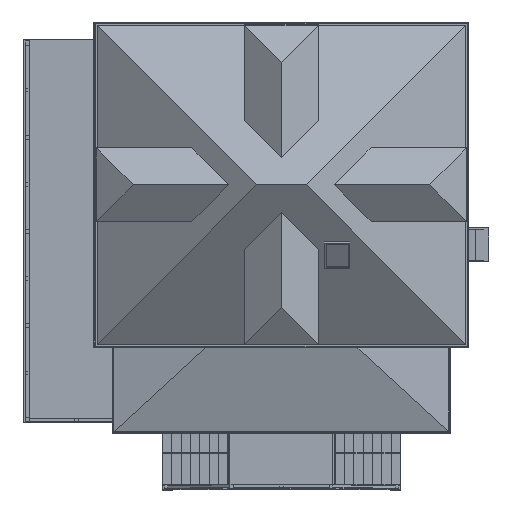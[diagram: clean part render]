
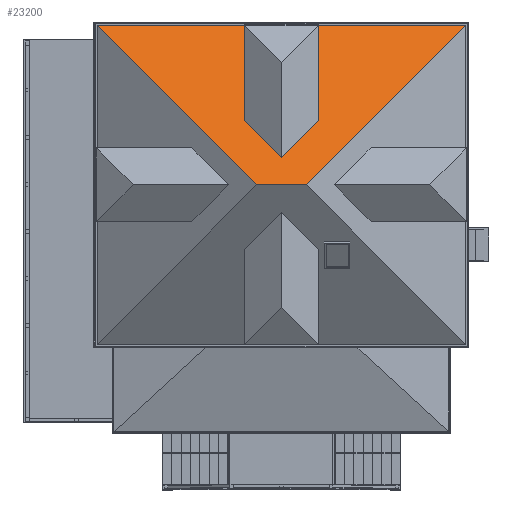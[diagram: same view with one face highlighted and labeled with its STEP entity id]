
A CAD part, top view. The second image highlights one B-rep face of the part: STEP entity #23200.
In plain terms, the highlighted planar face has unit normal (0, 0.568, 0.823).
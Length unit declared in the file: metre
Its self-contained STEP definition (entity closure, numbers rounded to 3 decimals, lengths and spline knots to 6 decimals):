
#1287=ORIENTED_EDGE('',*,*,#7922,.T.);
#1288=ORIENTED_EDGE('',*,*,#7909,.T.);
#1289=ORIENTED_EDGE('',*,*,#7923,.T.);
#1290=ORIENTED_EDGE('',*,*,#7924,.F.);
#1291=ORIENTED_EDGE('',*,*,#7925,.F.);
#1292=ORIENTED_EDGE('',*,*,#7926,.F.);
#1293=ORIENTED_EDGE('',*,*,#7927,.F.);
#1294=ORIENTED_EDGE('',*,*,#7928,.T.);
#1295=ORIENTED_EDGE('',*,*,#7929,.T.);
#1296=ORIENTED_EDGE('',*,*,#7930,.T.);
#1297=ORIENTED_EDGE('',*,*,#7840,.T.);
#1298=ORIENTED_EDGE('',*,*,#7931,.F.);
#1299=ORIENTED_EDGE('',*,*,#7932,.F.);
#1300=ORIENTED_EDGE('',*,*,#7933,.F.);
#1301=ORIENTED_EDGE('',*,*,#7832,.F.);
#1302=ORIENTED_EDGE('',*,*,#7934,.T.);
#1303=ORIENTED_EDGE('',*,*,#7844,.T.);
#1304=ORIENTED_EDGE('',*,*,#7935,.F.);
#1305=ORIENTED_EDGE('',*,*,#7936,.T.);
#7832=EDGE_CURVE('',#11080,#11081,#13443,.T.);
#7840=EDGE_CURVE('',#11087,#11086,#13451,.T.);
#7844=EDGE_CURVE('',#11091,#11090,#13455,.T.);
#7909=EDGE_CURVE('',#11148,#11151,#13520,.T.);
#7922=EDGE_CURVE('',#11161,#11148,#13533,.T.);
#7923=EDGE_CURVE('',#11151,#11162,#13534,.T.);
#7924=EDGE_CURVE('',#11161,#11162,#13535,.T.);
#7925=EDGE_CURVE('',#11163,#11164,#13536,.T.);
#7926=EDGE_CURVE('',#11165,#11163,#13537,.T.);
#7927=EDGE_CURVE('',#11166,#11165,#13538,.T.);
#7928=EDGE_CURVE('',#11166,#11167,#13539,.T.);
#7929=EDGE_CURVE('',#11167,#11168,#13540,.T.);
#7930=EDGE_CURVE('',#11168,#11087,#13541,.T.);
#7931=EDGE_CURVE('',#11169,#11086,#13542,.T.);
#7932=EDGE_CURVE('',#11170,#11169,#13543,.T.);
#7933=EDGE_CURVE('',#11081,#11170,#13544,.T.);
#7934=EDGE_CURVE('',#11080,#11091,#13545,.T.);
#7935=EDGE_CURVE('',#11171,#11090,#13546,.T.);
#7936=EDGE_CURVE('',#11171,#11164,#13547,.T.);
#11080=VERTEX_POINT('',#33102);
#11081=VERTEX_POINT('',#33103);
#11086=VERTEX_POINT('',#33116);
#11087=VERTEX_POINT('',#33118);
#11090=VERTEX_POINT('',#33124);
#11091=VERTEX_POINT('',#33126);
#11148=VERTEX_POINT('',#33253);
#11151=VERTEX_POINT('',#33258);
#11161=VERTEX_POINT('',#33283);
#11162=VERTEX_POINT('',#33285);
#11163=VERTEX_POINT('',#33288);
#11164=VERTEX_POINT('',#33289);
#11165=VERTEX_POINT('',#33291);
#11166=VERTEX_POINT('',#33293);
#11167=VERTEX_POINT('',#33295);
#11168=VERTEX_POINT('',#33297);
#11169=VERTEX_POINT('',#33300);
#11170=VERTEX_POINT('',#33302);
#11171=VERTEX_POINT('',#33306);
#13443=LINE('',#33101,#16860);
#13451=LINE('',#33117,#16868);
#13455=LINE('',#33125,#16872);
#13520=LINE('',#33259,#16937);
#13533=LINE('',#33282,#16950);
#13534=LINE('',#33284,#16951);
#13535=LINE('',#33286,#16952);
#13536=LINE('',#33287,#16953);
#13537=LINE('',#33290,#16954);
#13538=LINE('',#33292,#16955);
#13539=LINE('',#33294,#16956);
#13540=LINE('',#33296,#16957);
#13541=LINE('',#33298,#16958);
#13542=LINE('',#33299,#16959);
#13543=LINE('',#33301,#16960);
#13544=LINE('',#33303,#16961);
#13545=LINE('',#33304,#16962);
#13546=LINE('',#33305,#16963);
#13547=LINE('',#33307,#16964);
#16860=VECTOR('',#26657,1.);
#16868=VECTOR('',#26667,1.);
#16872=VECTOR('',#26671,1.);
#16937=VECTOR('',#26752,1.);
#16950=VECTOR('',#26767,1.);
#16951=VECTOR('',#26768,1.);
#16952=VECTOR('',#26769,1.);
#16953=VECTOR('',#26770,1.);
#16954=VECTOR('',#26771,1.);
#16955=VECTOR('',#26772,1.);
#16956=VECTOR('',#26773,1.);
#16957=VECTOR('',#26774,1.);
#16958=VECTOR('',#26775,1.);
#16959=VECTOR('',#26776,1.);
#16960=VECTOR('',#26777,1.);
#16961=VECTOR('',#26778,1.);
#16962=VECTOR('',#26779,1.);
#16963=VECTOR('',#26780,1.);
#16964=VECTOR('',#26781,1.);
#19481=EDGE_LOOP('',(#1287,#1288,#1289,#1290));
#19482=EDGE_LOOP('',(#1291,#1292,#1293,#1294,#1295,#1296,#1297,#1298,#1299,
#1300,#1301,#1302,#1303,#1304,#1305));
#20780=FACE_BOUND('',#19481,.T.);
#20781=FACE_BOUND('',#19482,.T.);
#22029=PLANE('',#24396);
#23200=ADVANCED_FACE('',(#20780,#20781),#22029,.T.);
#24396=AXIS2_PLACEMENT_3D('',#33281,#26765,#26766);
#26657=DIRECTION('',(-1.,0.,0.));
#26667=DIRECTION('',(1.,0.,0.));
#26671=DIRECTION('',(1.,0.,0.));
#26752=DIRECTION('',(1.,0.,0.));
#26765=DIRECTION('',(0.,0.568,0.823));
#26766=DIRECTION('',(0.,-0.823,0.568));
#26767=DIRECTION('',(0.633,-0.637,0.44));
#26768=DIRECTION('',(0.633,0.637,-0.44));
#26769=DIRECTION('',(1.,0.,0.));
#26770=DIRECTION('',(0.,0.823,-0.568));
#26771=DIRECTION('',(0.633,0.637,-0.44));
#26772=DIRECTION('',(0.633,-0.637,0.44));
#26773=DIRECTION('',(0.,0.823,-0.568));
#26774=DIRECTION('',(1.,0.,0.));
#26775=DIRECTION('',(0.,0.823,-0.568));
#26776=DIRECTION('',(0.,-0.823,0.568));
#26777=DIRECTION('',(-1.,0.,0.));
#26778=DIRECTION('',(-1.,0.,0.));
#26779=DIRECTION('',(0.,-0.823,0.568));
#26780=DIRECTION('',(0.,0.823,-0.568));
#26781=DIRECTION('',(1.,0.,0.));
#33101=CARTESIAN_POINT('',(6.0198,8.7884,3.366293));
#33102=CARTESIAN_POINT('',(6.0198,8.7884,3.366293));
#33103=CARTESIAN_POINT('',(5.8928,8.7884,3.366293));
#33116=CARTESIAN_POINT('',(4.2418,6.581531,4.890293));
#33117=CARTESIAN_POINT('',(-5.541921,6.581531,4.890293));
#33118=CARTESIAN_POINT('',(4.2164,6.581531,4.890293));
#33124=CARTESIAN_POINT('',(6.0452,6.581531,4.890293));
#33125=CARTESIAN_POINT('',(-5.541921,6.581531,4.890293));
#33126=CARTESIAN_POINT('',(6.0198,6.581531,4.890293));
#33253=CARTESIAN_POINT('',(4.3688,4.3942,6.4008));
#33258=CARTESIAN_POINT('',(5.8928,4.3942,6.4008));
#33259=CARTESIAN_POINT('',(-5.541921,4.3942,6.4008));
#33281=CARTESIAN_POINT('',(-5.541921,6.784975,4.7498));
#33282=CARTESIAN_POINT('',(-1.542076,10.336643,2.297121));
#33283=CARTESIAN_POINT('',(-0.38735,9.17575,3.0988));
#33284=CARTESIAN_POINT('',(11.382954,9.913674,2.589211));
#33285=CARTESIAN_POINT('',(10.64895,9.17575,3.0988));
#33286=CARTESIAN_POINT('',(2.921,9.17575,3.0988));
#33287=CARTESIAN_POINT('',(6.2357,6.784975,4.7498));
#33288=CARTESIAN_POINT('',(6.2357,6.324063,5.068093));
#33289=CARTESIAN_POINT('',(6.2357,6.397625,5.017293));
#33290=CARTESIAN_POINT('',(-198.272673,-199.276477,147.049873));
#33291=CARTESIAN_POINT('',(5.1308,5.213262,5.835179));
#33292=CARTESIAN_POINT('',(208.588644,-199.331139,147.087621));
#33293=CARTESIAN_POINT('',(4.0259,6.324063,5.068093));
#33294=CARTESIAN_POINT('',(4.0259,6.784975,4.7498));
#33295=CARTESIAN_POINT('',(4.0259,6.397625,5.017293));
#33296=CARTESIAN_POINT('',(-5.541921,6.397625,5.017293));
#33297=CARTESIAN_POINT('',(4.2164,6.397625,5.017293));
#33298=CARTESIAN_POINT('',(4.2164,6.784975,4.7498));
#33299=CARTESIAN_POINT('',(4.2418,7.462575,4.281869));
#33300=CARTESIAN_POINT('',(4.2418,8.7884,3.366293));
#33301=CARTESIAN_POINT('',(6.0198,8.7884,3.366293));
#33302=CARTESIAN_POINT('',(4.3688,8.7884,3.366293));
#33303=CARTESIAN_POINT('',(6.0198,8.7884,3.366293));
#33304=CARTESIAN_POINT('',(6.0198,7.462575,4.281869));
#33305=CARTESIAN_POINT('',(6.0452,6.784975,4.7498));
#33306=CARTESIAN_POINT('',(6.0452,6.397625,5.017293));
#33307=CARTESIAN_POINT('',(-5.541921,6.397625,5.017293));
